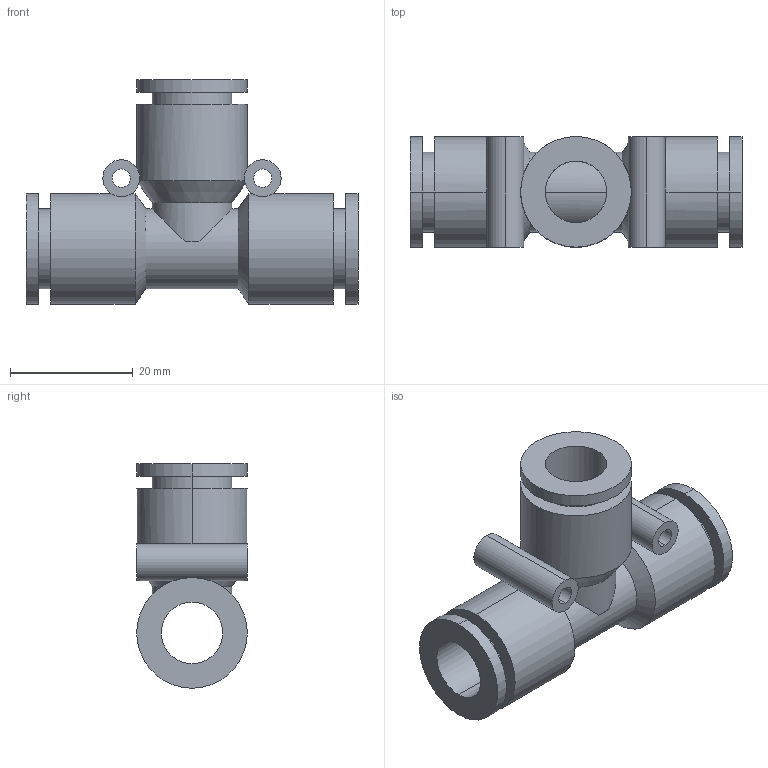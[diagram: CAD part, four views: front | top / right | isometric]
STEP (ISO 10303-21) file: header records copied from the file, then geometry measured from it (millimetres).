
FILE_DESCRIPTION (( 'STEP AP214' ), '1' );
FILE_NAME ('10mm T-Fitting.STEP', '2020-09-19T06:05:45', ( '' ), ( '' ), 'SwSTEP 2.0', 'SolidWorks 2020', '' );
FILE_SCHEMA (( 'AUTOMOTIVE_DESIGN' ));
Length unit declared in the file: millimetre
Products named in the file (1): 10mm  T-Fitting
Bounding box: 54 x 18 x 36.5 mm (x, y, z)
Volume: 10901.1 mm3; surface area: 8655.6 mm2
Topology: 1 solids, 1 shells, 57 faces, 136 edges, 86 vertices
Faces by surface type: cylinder 36, plane 15, cone 6
Entity records: 2197 total; most frequent: CARTESIAN_POINT 565, DIRECTION 296, ORIENTED_EDGE 272, EDGE_CURVE 136, AXIS2_PLACEMENT_3D 124, VERTEX_POINT 86, EDGE_LOOP 72, CIRCLE 66
